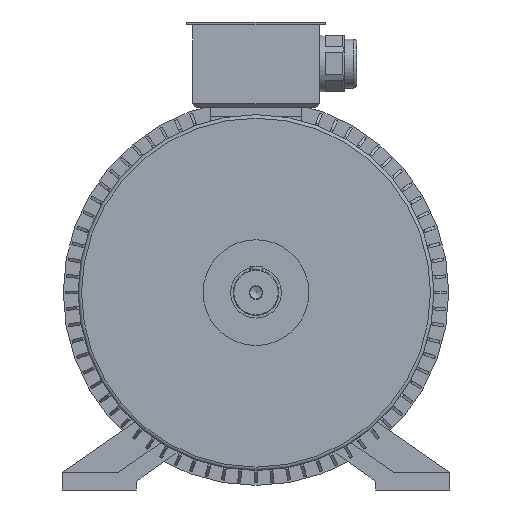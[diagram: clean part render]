
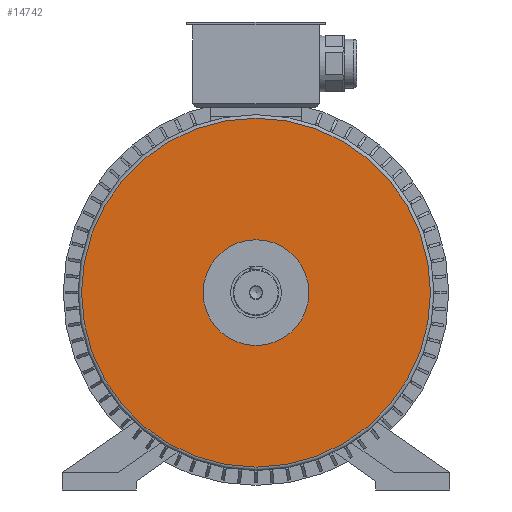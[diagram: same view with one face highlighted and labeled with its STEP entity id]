
A CAD part, front view. The second image highlights one B-rep face of the part: STEP entity #14742.
In plain terms, the highlighted planar face has unit normal (0, -1, 0).
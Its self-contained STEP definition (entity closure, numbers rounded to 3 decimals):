
#594=CIRCLE('',#15590,247.5);
#595=CIRCLE('',#15591,75.);
#1597=ORIENTED_EDGE('',*,*,#4778,.T.);
#1598=ORIENTED_EDGE('',*,*,#4779,.T.);
#4778=EDGE_CURVE('',#6335,#6335,#594,.F.);
#4779=EDGE_CURVE('',#6336,#6336,#595,.T.);
#6335=VERTEX_POINT('',#20817);
#6336=VERTEX_POINT('',#20819);
#9006=EDGE_LOOP('',(#1597));
#9007=EDGE_LOOP('',(#1598));
#9634=FACE_BOUND('',#9006,.T.);
#9635=FACE_BOUND('',#9007,.T.);
#10239=PLANE('',#15589);
#14742=ADVANCED_FACE('',(#9634,#9635),#10239,.F.);
#15589=AXIS2_PLACEMENT_3D('',#20815,#17416,#17417);
#15590=AXIS2_PLACEMENT_3D('',#20816,#17418,#17419);
#15591=AXIS2_PLACEMENT_3D('',#20818,#17420,#17421);
#17416=DIRECTION('',(0.,1.,0.));
#17417=DIRECTION('',(0.,0.,1.));
#17418=DIRECTION('',(0.,1.,0.));
#17419=DIRECTION('',(0.,0.,1.));
#17420=DIRECTION('',(0.,1.,0.));
#17421=DIRECTION('',(1.,0.,0.));
#20815=CARTESIAN_POINT('',(0.,-60.,0.));
#20816=CARTESIAN_POINT('',(0.,-60.,0.));
#20817=CARTESIAN_POINT('',(0.,-60.,247.5));
#20818=CARTESIAN_POINT('',(0.,-60.,0.));
#20819=CARTESIAN_POINT('',(75.,-60.,0.));
